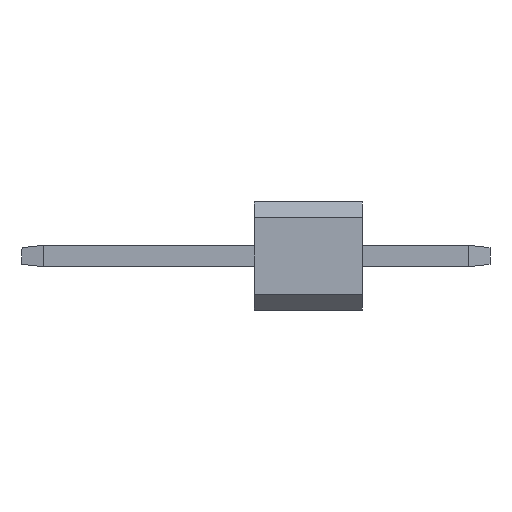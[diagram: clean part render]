
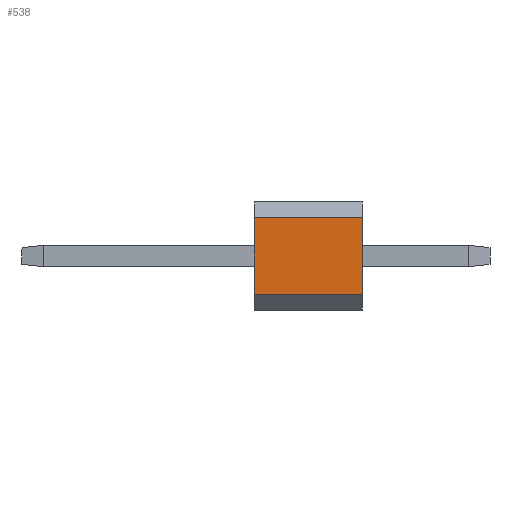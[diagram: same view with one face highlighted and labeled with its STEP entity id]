
A CAD part, left-side view. The second image highlights one B-rep face of the part: STEP entity #538.
In plain terms, the highlighted planar face has unit normal (-1, 0, 0).
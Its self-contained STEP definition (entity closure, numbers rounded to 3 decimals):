
#88 = CARTESIAN_POINT ( 'NONE',  ( -0.37, 0., -0.37 ) ) ;
#480 = VERTEX_POINT ( 'NONE', #778 ) ;
#485 = ORIENTED_EDGE ( 'NONE', *, *, #488, .F. ) ;
#488 = EDGE_CURVE ( 'NONE', #480, #735, #840, .T. ) ;
#493 = ORIENTED_EDGE ( 'NONE', *, *, #536, .F. ) ;
#497 = ORIENTED_EDGE ( 'NONE', *, *, #534, .T. ) ;
#512 = EDGE_CURVE ( 'NONE', #526, #735, #922, .T. ) ;
#525 = VERTEX_POINT ( 'NONE', #917 ) ;
#526 = VERTEX_POINT ( 'NONE', #909 ) ;
#534 = EDGE_CURVE ( 'NONE', #525, #526, #816, .T. ) ;
#536 = EDGE_CURVE ( 'NONE', #525, #480, #967, .T. ) ;
#538 = ADVANCED_FACE ( 'NONE', ( #968 ), #954, .F. ) ;
#539 = EDGE_LOOP ( 'NONE', ( #540, #485, #493, #497 ) ) ;
#540 = ORIENTED_EDGE ( 'NONE', *, *, #512, .T. ) ;
#735 = VERTEX_POINT ( 'NONE', #88 ) ;
#778 = CARTESIAN_POINT ( 'NONE',  ( -0.37, 2.54, -0.37 ) ) ;
#802 = VECTOR ( 'NONE', #804, 1000. ) ;
#804 = DIRECTION ( 'NONE',  ( 0., -1., 0. ) ) ;
#813 = CARTESIAN_POINT ( 'NONE',  ( -0.37, 2.54, -2.17 ) ) ;
#816 = LINE ( 'NONE', #813, #802 ) ;
#832 = VECTOR ( 'NONE', #838, 1000. ) ;
#838 = DIRECTION ( 'NONE',  ( 0., -1., 0. ) ) ;
#839 = CARTESIAN_POINT ( 'NONE',  ( -0.37, 2.54, -0.37 ) ) ;
#840 = LINE ( 'NONE', #839, #832 ) ;
#909 = CARTESIAN_POINT ( 'NONE',  ( -0.37, 0., -2.17 ) ) ;
#911 = VECTOR ( 'NONE', #934, 1000. ) ;
#917 = CARTESIAN_POINT ( 'NONE',  ( -0.37, 2.54, -2.17 ) ) ;
#922 = LINE ( 'NONE', #923, #911 ) ;
#923 = CARTESIAN_POINT ( 'NONE',  ( -0.37, 0., -2.17 ) ) ;
#934 = DIRECTION ( 'NONE',  ( 0., 0., 1. ) ) ;
#943 = AXIS2_PLACEMENT_3D ( 'NONE', #960, #976, #972 ) ;
#954 = PLANE ( 'NONE',  #943 ) ;
#960 = CARTESIAN_POINT ( 'NONE',  ( -0.37, 2.54, -2.17 ) ) ;
#961 = DIRECTION ( 'NONE',  ( 0., 0., 1. ) ) ;
#962 = VECTOR ( 'NONE', #961, 1000. ) ;
#965 = CARTESIAN_POINT ( 'NONE',  ( -0.37, 2.54, -2.17 ) ) ;
#967 = LINE ( 'NONE', #965, #962 ) ;
#968 = FACE_OUTER_BOUND ( 'NONE', #539, .T. ) ;
#972 = DIRECTION ( 'NONE',  ( 0., 0., -1. ) ) ;
#976 = DIRECTION ( 'NONE',  ( 1., 0., 0. ) ) ;
